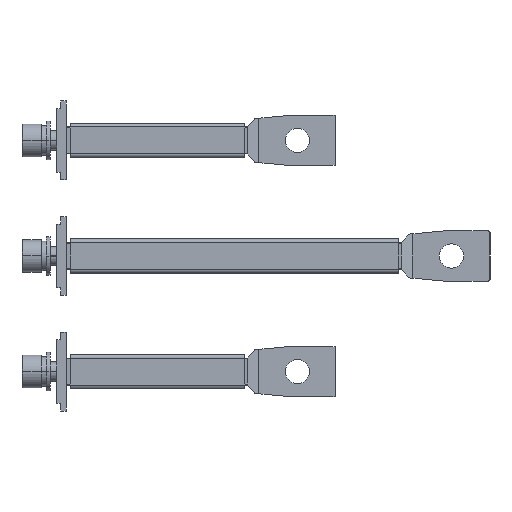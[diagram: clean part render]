
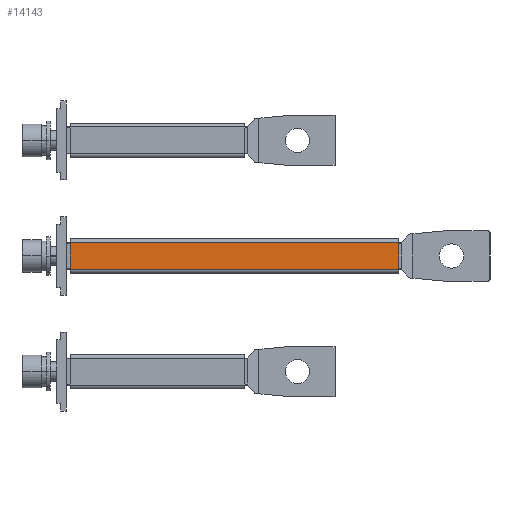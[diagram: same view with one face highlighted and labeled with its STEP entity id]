
A CAD part, left-side view. The second image highlights one B-rep face of the part: STEP entity #14143.
In plain terms, the highlighted planar face has unit normal (-1, 0, 0).
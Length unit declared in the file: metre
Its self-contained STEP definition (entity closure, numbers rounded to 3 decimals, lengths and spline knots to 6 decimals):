
#13887=DIRECTION('',(0.,-1.,0.));
#13888=VECTOR('',#13887,0.0853);
#13889=CARTESIAN_POINT('',(-0.0535,-0.01,0.02305));
#13890=LINE('',#13889,#13888);
#13895=DIRECTION('',(0.,0.,1.));
#13896=VECTOR('',#13895,0.007);
#13897=CARTESIAN_POINT('',(-0.0535,-0.01,0.02305));
#13898=LINE('',#13897,#13896);
#13899=DIRECTION('',(0.,0.,-1.));
#13900=VECTOR('',#13899,0.007);
#13901=CARTESIAN_POINT('',(-0.0535,-0.0953,0.03005));
#13902=LINE('',#13901,#13900);
#13907=DIRECTION('',(0.,1.,0.));
#13908=VECTOR('',#13907,0.0853);
#13909=CARTESIAN_POINT('',(-0.0535,-0.0953,0.03005));
#13910=LINE('',#13909,#13908);
#13997=CARTESIAN_POINT('',(-0.0535,-0.0953,0.02305));
#13998=VERTEX_POINT('',#13997);
#13999=CARTESIAN_POINT('',(-0.0535,-0.0953,0.03005));
#14000=VERTEX_POINT('',#13999);
#14015=CARTESIAN_POINT('',(-0.0535,-0.01,0.02305));
#14017=VERTEX_POINT('',#14015);
#14029=CARTESIAN_POINT('',(-0.0535,-0.01,0.03005));
#14030=VERTEX_POINT('',#14029);
#14131=CARTESIAN_POINT('',(-0.0535,-0.0953,0.02205));
#14132=DIRECTION('',(-1.,0.,0.));
#14133=DIRECTION('',(0.,0.,1.));
#14134=AXIS2_PLACEMENT_3D('',#14131,#14132,#14133);
#14135=PLANE('',#14134);
#14136=ORIENTED_EDGE('',*,*,#14123,.F.);
#14137=ORIENTED_EDGE('',*,*,#14102,.T.);
#14139=ORIENTED_EDGE('',*,*,#14138,.F.);
#14140=ORIENTED_EDGE('',*,*,#14050,.T.);
#14141=EDGE_LOOP('',(#14136,#14137,#14139,#14140));
#14142=FACE_OUTER_BOUND('',#14141,.F.);
#14143=ADVANCED_FACE('',(#14142),#14135,.T.);
#14050=EDGE_CURVE('',#14000,#13998,#13902,.T.);
#14102=EDGE_CURVE('',#14017,#14030,#13898,.T.);
#14123=EDGE_CURVE('',#14017,#13998,#13890,.T.);
#14138=EDGE_CURVE('',#14000,#14030,#13910,.T.);
